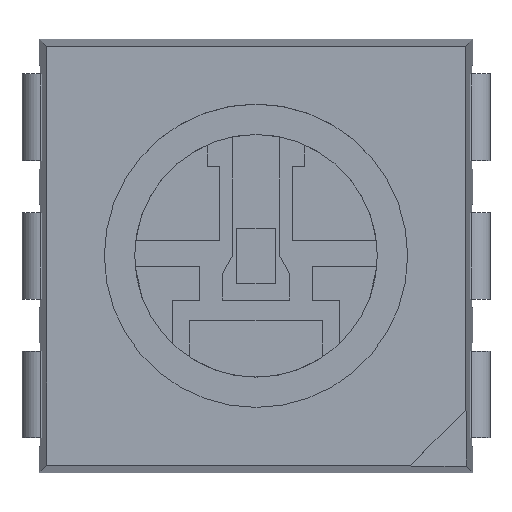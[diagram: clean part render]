
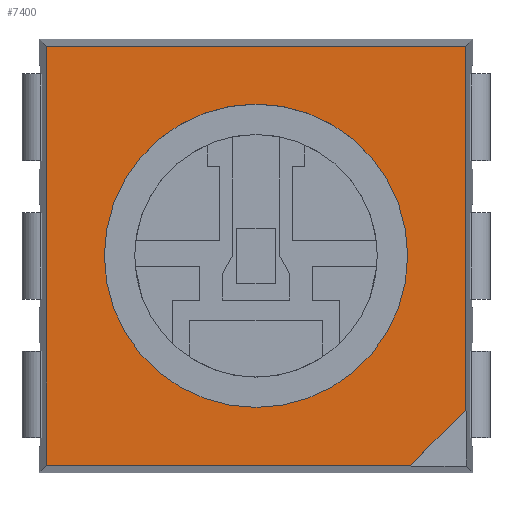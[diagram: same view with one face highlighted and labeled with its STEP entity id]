
A CAD part, top view. The second image highlights one B-rep face of the part: STEP entity #7400.
In plain terms, the highlighted planar face has unit normal (0, 0, 1).
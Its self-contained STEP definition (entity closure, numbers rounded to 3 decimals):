
#18 = DIRECTION ( 'NONE',  ( 1., 0., 0. ) ) ;
#298 = CARTESIAN_POINT ( 'NONE',  ( 0., 0., 1.6 ) ) ;
#500 = VERTEX_POINT ( 'NONE', #4735 ) ;
#539 = CIRCLE ( 'NONE', #2176, 1.75 ) ;
#629 = EDGE_CURVE ( 'NONE', #5227, #5033, #10908, .T. ) ;
#719 = DIRECTION ( 'NONE',  ( 0., 0., 1. ) ) ;
#793 = LINE ( 'NONE', #8474, #7766 ) ;
#1260 = VECTOR ( 'NONE', #10588, 1000. ) ;
#1576 = DIRECTION ( 'NONE',  ( 1., 0., 0. ) ) ;
#1590 = CARTESIAN_POINT ( 'NONE',  ( 2.416, 2.416, 1.6 ) ) ;
#2176 = AXIS2_PLACEMENT_3D ( 'NONE', #9506, #9431, #7798 ) ;
#2216 = CARTESIAN_POINT ( 'NONE',  ( 2.416, 2.5, 1.6 ) ) ;
#2247 = EDGE_CURVE ( 'NONE', #500, #9179, #539, .T. ) ;
#2372 = CARTESIAN_POINT ( 'NONE',  ( -2.416, 2.416, 1.6 ) ) ;
#2399 = AXIS2_PLACEMENT_3D ( 'NONE', #3244, #719, #1576 ) ;
#2495 = FACE_BOUND ( 'NONE', #3583, .T. ) ;
#2789 = ORIENTED_EDGE ( 'NONE', *, *, #8906, .T. ) ;
#2946 = DIRECTION ( 'NONE',  ( 1., 0., 0. ) ) ;
#3244 = CARTESIAN_POINT ( 'NONE',  ( 0., 0., 1.6 ) ) ;
#3330 = VERTEX_POINT ( 'NONE', #4598 ) ;
#3583 = EDGE_LOOP ( 'NONE', ( #4679, #10059 ) ) ;
#4096 = VERTEX_POINT ( 'NONE', #2372 ) ;
#4131 = DIRECTION ( 'NONE',  ( -1., 0., 0. ) ) ;
#4182 = ORIENTED_EDGE ( 'NONE', *, *, #5024, .T. ) ;
#4590 = DIRECTION ( 'NONE',  ( 0., 0., 1. ) ) ;
#4598 = CARTESIAN_POINT ( 'NONE',  ( 1.784, -2.416, 1.6 ) ) ;
#4679 = ORIENTED_EDGE ( 'NONE', *, *, #2247, .F. ) ;
#4735 = CARTESIAN_POINT ( 'NONE',  ( 1.75, 0., 1.6 ) ) ;
#4806 = EDGE_LOOP ( 'NONE', ( #10517, #9792, #4182, #9350, #2789 ) ) ;
#5024 = EDGE_CURVE ( 'NONE', #5033, #4096, #9960, .T. ) ;
#5033 = VERTEX_POINT ( 'NONE', #1590 ) ;
#5227 = VERTEX_POINT ( 'NONE', #6361 ) ;
#5242 = DIRECTION ( 'NONE',  ( -0.707, -0.707, 0. ) ) ;
#5379 = FACE_OUTER_BOUND ( 'NONE', #4806, .T. ) ;
#5404 = LINE ( 'NONE', #6902, #5814 ) ;
#5814 = VECTOR ( 'NONE', #5242, 1000. ) ;
#6269 = VERTEX_POINT ( 'NONE', #10881 ) ;
#6361 = CARTESIAN_POINT ( 'NONE',  ( 2.416, -1.784, 1.6 ) ) ;
#6421 = EDGE_CURVE ( 'NONE', #5227, #3330, #5404, .T. ) ;
#6460 = CARTESIAN_POINT ( 'NONE',  ( -1.75, 0., 1.6 ) ) ;
#6902 = CARTESIAN_POINT ( 'NONE',  ( 1.784, -2.416, 1.6 ) ) ;
#6933 = EDGE_CURVE ( 'NONE', #4096, #6269, #793, .T. ) ;
#7027 = VECTOR ( 'NONE', #18, 1000. ) ;
#7050 = AXIS2_PLACEMENT_3D ( 'NONE', #298, #4590, #2946 ) ;
#7297 = LINE ( 'NONE', #9230, #7027 ) ;
#7400 = ADVANCED_FACE ( 'NONE', ( #5379, #2495 ), #9898, .T. ) ;
#7688 = EDGE_CURVE ( 'NONE', #9179, #500, #9450, .T. ) ;
#7721 = VECTOR ( 'NONE', #4131, 1000. ) ;
#7766 = VECTOR ( 'NONE', #10945, 1000. ) ;
#7798 = DIRECTION ( 'NONE',  ( 1., 0., 0. ) ) ;
#8474 = CARTESIAN_POINT ( 'NONE',  ( -2.416, 2.5, 1.6 ) ) ;
#8906 = EDGE_CURVE ( 'NONE', #6269, #3330, #7297, .T. ) ;
#9162 = CARTESIAN_POINT ( 'NONE',  ( -2.5, 2.416, 1.6 ) ) ;
#9179 = VERTEX_POINT ( 'NONE', #6460 ) ;
#9230 = CARTESIAN_POINT ( 'NONE',  ( -2.5, -2.416, 1.6 ) ) ;
#9350 = ORIENTED_EDGE ( 'NONE', *, *, #6933, .T. ) ;
#9431 = DIRECTION ( 'NONE',  ( 0., 0., 1. ) ) ;
#9450 = CIRCLE ( 'NONE', #7050, 1.75 ) ;
#9506 = CARTESIAN_POINT ( 'NONE',  ( 0., 0., 1.6 ) ) ;
#9792 = ORIENTED_EDGE ( 'NONE', *, *, #629, .T. ) ;
#9898 = PLANE ( 'NONE',  #2399 ) ;
#9960 = LINE ( 'NONE', #9162, #7721 ) ;
#10059 = ORIENTED_EDGE ( 'NONE', *, *, #7688, .F. ) ;
#10517 = ORIENTED_EDGE ( 'NONE', *, *, #6421, .F. ) ;
#10588 = DIRECTION ( 'NONE',  ( 0., 1., 0. ) ) ;
#10881 = CARTESIAN_POINT ( 'NONE',  ( -2.416, -2.416, 1.6 ) ) ;
#10908 = LINE ( 'NONE', #2216, #1260 ) ;
#10945 = DIRECTION ( 'NONE',  ( 0., -1., 0. ) ) ;
